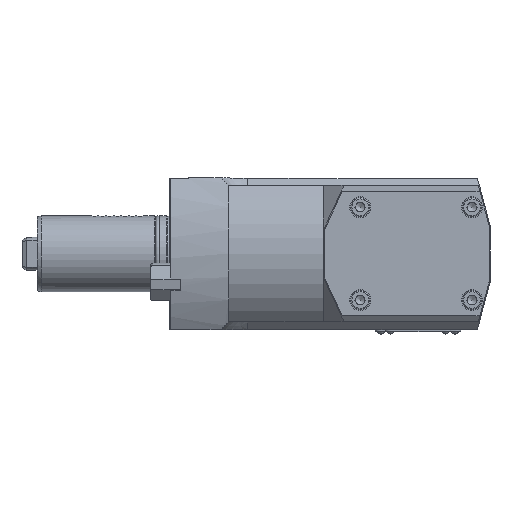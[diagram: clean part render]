
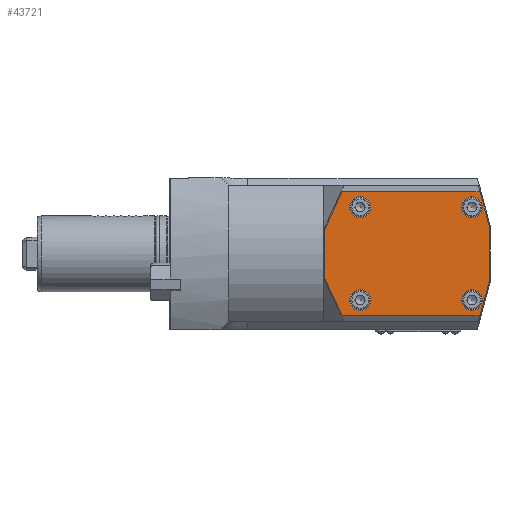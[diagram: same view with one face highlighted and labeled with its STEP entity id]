
A CAD part, top view. The second image highlights one B-rep face of the part: STEP entity #43721.
In plain terms, the highlighted planar face has unit normal (0, 0, 1).
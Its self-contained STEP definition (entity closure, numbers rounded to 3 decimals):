
#17731=VECTOR('',#28033,1.);
#17792=VECTOR('',#28160,1.);
#17795=VECTOR('',#28165,1.);
#17798=VECTOR('',#28170,1.);
#17799=VECTOR('',#28171,1.);
#17800=VECTOR('',#28172,1.);
#17801=VECTOR('',#28173,1.);
#17802=VECTOR('',#28174,1.);
#18572=LINE('',#35039,#17731);
#18633=LINE('',#35199,#17792);
#18636=LINE('',#35205,#17795);
#18639=LINE('',#35210,#17798);
#18640=LINE('',#35212,#17799);
#18641=LINE('',#35214,#17800);
#18642=LINE('',#35215,#17801);
#18643=LINE('',#35216,#17802);
#19602=PLANE('',#42543);
#20384=ORIENTED_EDGE('',*,*,#24705,.F.);
#20385=ORIENTED_EDGE('',*,*,#24790,.F.);
#20386=ORIENTED_EDGE('',*,*,#24791,.F.);
#20387=ORIENTED_EDGE('',*,*,#24792,.F.);
#20388=ORIENTED_EDGE('',*,*,#24793,.F.);
#20389=ORIENTED_EDGE('',*,*,#24784,.F.);
#20390=ORIENTED_EDGE('',*,*,#24787,.F.);
#20391=ORIENTED_EDGE('',*,*,#24794,.F.);
#20392=ORIENTED_EDGE('',*,*,#24795,.F.);
#20393=ORIENTED_EDGE('',*,*,#24796,.F.);
#20394=ORIENTED_EDGE('',*,*,#24797,.F.);
#20395=ORIENTED_EDGE('',*,*,#24798,.F.);
#23191=CIRCLE('',#42544,5.5);
#23192=CIRCLE('',#42545,5.5);
#23193=CIRCLE('',#42546,5.5);
#23194=CIRCLE('',#42547,5.5);
#23653=VERTEX_POINT('',#35036);
#23654=VERTEX_POINT('',#35038);
#23715=VERTEX_POINT('',#35196);
#23716=VERTEX_POINT('',#35198);
#23718=VERTEX_POINT('',#35204);
#23719=VERTEX_POINT('',#35209);
#23720=VERTEX_POINT('',#35211);
#23721=VERTEX_POINT('',#35213);
#23722=VERTEX_POINT('',#35217);
#23723=VERTEX_POINT('',#35219);
#23724=VERTEX_POINT('',#35221);
#23725=VERTEX_POINT('',#35223);
#24705=EDGE_CURVE('',#23653,#23654,#18572,.T.);
#24784=EDGE_CURVE('',#23715,#23716,#18633,.T.);
#24787=EDGE_CURVE('',#23718,#23715,#18636,.T.);
#24790=EDGE_CURVE('',#23719,#23653,#18639,.T.);
#24791=EDGE_CURVE('',#23720,#23719,#18640,.T.);
#24792=EDGE_CURVE('',#23721,#23720,#18641,.T.);
#24793=EDGE_CURVE('',#23716,#23721,#18642,.T.);
#24794=EDGE_CURVE('',#23654,#23718,#18643,.T.);
#24795=EDGE_CURVE('',#23722,#23722,#23191,.T.);
#24796=EDGE_CURVE('',#23723,#23723,#23192,.T.);
#24797=EDGE_CURVE('',#23724,#23724,#23193,.T.);
#24798=EDGE_CURVE('',#23725,#23725,#23194,.T.);
#26213=EDGE_LOOP('',(#20384,#20385,#20386,#20387,#20388,#20389,#20390,#20391));
#26214=EDGE_LOOP('',(#20392));
#26215=EDGE_LOOP('',(#20393));
#26216=EDGE_LOOP('',(#20394));
#26217=EDGE_LOOP('',(#20395));
#27087=FACE_BOUND('',#26213,.T.);
#27088=FACE_BOUND('',#26214,.T.);
#27089=FACE_BOUND('',#26215,.T.);
#27090=FACE_BOUND('',#26216,.T.);
#27091=FACE_BOUND('',#26217,.T.);
#28033=DIRECTION('',(72.709,0.,0.));
#28160=DIRECTION('',(-4.767,-17.79,0.));
#28165=DIRECTION('',(0.,-29.868,0.));
#28168=DIRECTION('',(0.,0.,1.));
#28169=DIRECTION('',(0.,-1.,0.));
#28170=DIRECTION('',(9.524,20.425,0.));
#28171=DIRECTION('',(0.,24.599,0.));
#28172=DIRECTION('',(-9.524,20.425,0.));
#28173=DIRECTION('',(-72.709,0.,0.));
#28174=DIRECTION('',(4.767,-17.79,0.));
#28175=DIRECTION('',(0.,0.,1.));
#28176=DIRECTION('',(5.5,0.,0.));
#28177=DIRECTION('',(0.,0.,1.));
#28178=DIRECTION('',(5.5,0.,0.));
#28179=DIRECTION('',(0.,0.,1.));
#28180=DIRECTION('',(5.5,0.,0.));
#28181=DIRECTION('',(0.,0.,1.));
#28182=DIRECTION('',(5.5,0.,0.));
#35036=CARTESIAN_POINT('',(90.974,32.724,61.));
#35038=CARTESIAN_POINT('',(163.683,32.724,61.));
#35039=CARTESIAN_POINT('',(90.974,32.724,61.));
#35196=CARTESIAN_POINT('',(168.45,-14.934,61.));
#35198=CARTESIAN_POINT('',(163.683,-32.724,61.));
#35199=CARTESIAN_POINT('',(168.45,-14.934,61.));
#35204=CARTESIAN_POINT('',(168.45,14.934,61.));
#35205=CARTESIAN_POINT('',(168.45,14.934,61.));
#35208=CARTESIAN_POINT('',(168.95,-15.,61.));
#35209=CARTESIAN_POINT('',(81.45,12.3,61.));
#35210=CARTESIAN_POINT('',(81.45,12.3,61.));
#35211=CARTESIAN_POINT('',(81.45,-12.3,61.));
#35212=CARTESIAN_POINT('',(81.45,-12.3,61.));
#35213=CARTESIAN_POINT('',(90.974,-32.724,61.));
#35214=CARTESIAN_POINT('',(90.974,-32.724,61.));
#35215=CARTESIAN_POINT('',(163.683,-32.724,61.));
#35216=CARTESIAN_POINT('',(163.683,32.724,61.));
#35217=CARTESIAN_POINT('',(164.95,-24.5,61.));
#35218=CARTESIAN_POINT('',(159.45,-24.5,61.));
#35219=CARTESIAN_POINT('',(164.95,24.5,61.));
#35220=CARTESIAN_POINT('',(159.45,24.5,61.));
#35221=CARTESIAN_POINT('',(105.95,-24.5,61.));
#35222=CARTESIAN_POINT('',(100.45,-24.5,61.));
#35223=CARTESIAN_POINT('',(105.95,24.5,61.));
#35224=CARTESIAN_POINT('',(100.45,24.5,61.));
#42543=AXIS2_PLACEMENT_3D('',#35208,#28168,#28169);
#42544=AXIS2_PLACEMENT_3D('',#35218,#28175,#28176);
#42545=AXIS2_PLACEMENT_3D('',#35220,#28177,#28178);
#42546=AXIS2_PLACEMENT_3D('',#35222,#28179,#28180);
#42547=AXIS2_PLACEMENT_3D('',#35224,#28181,#28182);
#43721=ADVANCED_FACE('',(#27087,#27088,#27089,#27090,#27091),#19602,.T.);
